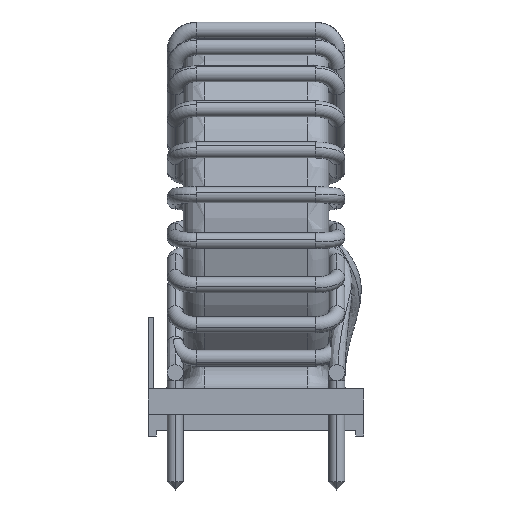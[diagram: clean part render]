
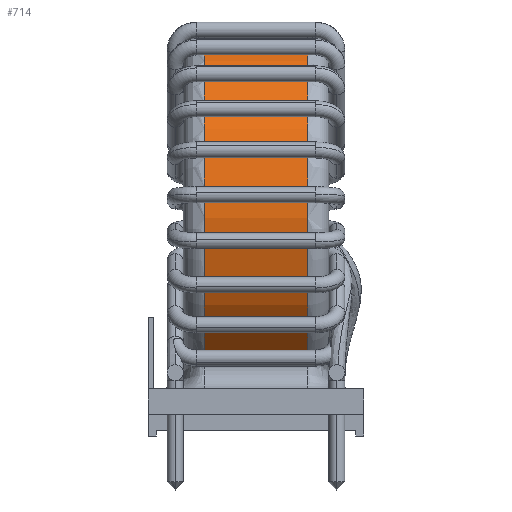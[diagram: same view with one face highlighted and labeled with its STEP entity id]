
A CAD part, left-side view. The second image highlights one B-rep face of the part: STEP entity #714.
In plain terms, the highlighted cylindrical face has radius 17.15 mm (diameter 34.3 mm), a partial arc.
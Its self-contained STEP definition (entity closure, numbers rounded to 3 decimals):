
#280 = DIRECTION ( 'NONE',  ( 0., -1., 0. ) ) ;
#455 = DIRECTION ( 'NONE',  ( 0., -1., 0. ) ) ;
#714 = ADVANCED_FACE ( 'NONE', ( #17347 ), #1364, .T. ) ;
#1364 = CYLINDRICAL_SURFACE ( 'NONE', #14625, 17.15 ) ;
#1982 = EDGE_CURVE ( 'NONE', #7461, #9766, #21143, .T. ) ;
#2119 = CARTESIAN_POINT ( 'NONE',  ( -1.525, 6.855, 38.164 ) ) ;
#2744 = ORIENTED_EDGE ( 'NONE', *, *, #5711, .F. ) ;
#2775 = DIRECTION ( 'NONE',  ( 0., 0., -1. ) ) ;
#3151 = CARTESIAN_POINT ( 'NONE',  ( -1.525, -4.855, 38.164 ) ) ;
#5256 = EDGE_CURVE ( 'NONE', #9766, #14982, #21470, .T. ) ;
#5406 = VERTEX_POINT ( 'NONE', #3151 ) ;
#5477 = CARTESIAN_POINT ( 'NONE',  ( -1.525, 4.855, 38.164 ) ) ;
#5711 = EDGE_CURVE ( 'NONE', #7461, #5406, #11959, .T. ) ;
#5712 = CARTESIAN_POINT ( 'NONE',  ( -11.064, -4.855, 7.978 ) ) ;
#6512 = CARTESIAN_POINT ( 'NONE',  ( -11.064, 6.855, 7.978 ) ) ;
#6551 = CARTESIAN_POINT ( 'NONE',  ( 0., 6.855, 21.082 ) ) ;
#6872 = VECTOR ( 'NONE', #17599, 1000. ) ;
#6945 = AXIS2_PLACEMENT_3D ( 'NONE', #11962, #455, #13890 ) ;
#7229 = ORIENTED_EDGE ( 'NONE', *, *, #1982, .T. ) ;
#7461 = VERTEX_POINT ( 'NONE', #5477 ) ;
#9638 = CIRCLE ( 'NONE', #11752, 17.15 ) ;
#9766 = VERTEX_POINT ( 'NONE', #23194 ) ;
#10116 = CARTESIAN_POINT ( 'NONE',  ( 0., -4.855, 21.082 ) ) ;
#11752 = AXIS2_PLACEMENT_3D ( 'NONE', #10116, #23607, #12026 ) ;
#11959 = LINE ( 'NONE', #2119, #6872 ) ;
#11962 = CARTESIAN_POINT ( 'NONE',  ( 0., 4.855, 21.082 ) ) ;
#12026 = DIRECTION ( 'NONE',  ( 0., 0., 1. ) ) ;
#13890 = DIRECTION ( 'NONE',  ( 0., 0., 1. ) ) ;
#14625 = AXIS2_PLACEMENT_3D ( 'NONE', #6551, #23908, #2775 ) ;
#14982 = VERTEX_POINT ( 'NONE', #5712 ) ;
#15747 = VECTOR ( 'NONE', #280, 1000. ) ;
#17347 = FACE_OUTER_BOUND ( 'NONE', #19140, .T. ) ;
#17418 = ORIENTED_EDGE ( 'NONE', *, *, #21393, .T. ) ;
#17599 = DIRECTION ( 'NONE',  ( 0., -1., 0. ) ) ;
#17637 = ORIENTED_EDGE ( 'NONE', *, *, #5256, .T. ) ;
#19140 = EDGE_LOOP ( 'NONE', ( #2744, #7229, #17637, #17418 ) ) ;
#21143 = CIRCLE ( 'NONE', #6945, 17.15 ) ;
#21393 = EDGE_CURVE ( 'NONE', #14982, #5406, #9638, .T. ) ;
#21470 = LINE ( 'NONE', #6512, #15747 ) ;
#23194 = CARTESIAN_POINT ( 'NONE',  ( -11.064, 4.855, 7.978 ) ) ;
#23607 = DIRECTION ( 'NONE',  ( 0., 1., 0. ) ) ;
#23908 = DIRECTION ( 'NONE',  ( 0., -1., 0. ) ) ;
